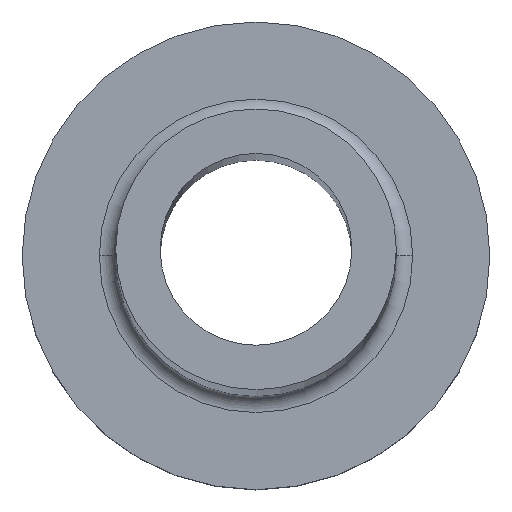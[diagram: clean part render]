
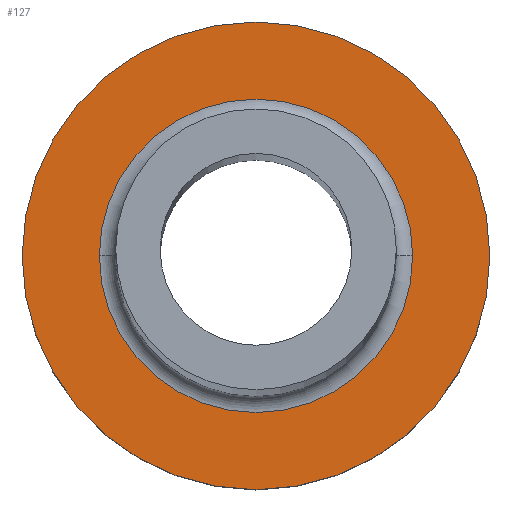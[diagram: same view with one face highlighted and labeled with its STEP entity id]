
A CAD part, top view. The second image highlights one B-rep face of the part: STEP entity #127.
In plain terms, the highlighted planar face has unit normal (0, 0, 1).
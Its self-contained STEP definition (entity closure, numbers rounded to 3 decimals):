
#13 = DIRECTION ( 'NONE',  ( 1., 0., 0. ) ) ;
#26 = CARTESIAN_POINT ( 'NONE',  ( 6.7, 0., 7. ) ) ;
#43 = DIRECTION ( 'NONE',  ( 0., 0., -1. ) ) ;
#47 = CARTESIAN_POINT ( 'NONE',  ( 10., 0., 7. ) ) ;
#61 = AXIS2_PLACEMENT_3D ( 'NONE', #159, #66, #241 ) ;
#63 = CARTESIAN_POINT ( 'NONE',  ( -10., 0., 7. ) ) ;
#66 = DIRECTION ( 'NONE',  ( 0., 0., 1. ) ) ;
#73 = DIRECTION ( 'NONE',  ( 0., 0., 1. ) ) ;
#74 = EDGE_LOOP ( 'NONE', ( #212, #249 ) ) ;
#76 = CIRCLE ( 'NONE', #145, 6.7 ) ;
#91 = DIRECTION ( 'NONE',  ( 0., 0., 1. ) ) ;
#102 = AXIS2_PLACEMENT_3D ( 'NONE', #328, #91, #354 ) ;
#104 = VERTEX_POINT ( 'NONE', #26 ) ;
#108 = CARTESIAN_POINT ( 'NONE',  ( 0., 0., 7. ) ) ;
#122 = EDGE_CURVE ( 'NONE', #294, #186, #319, .T. ) ;
#127 = ADVANCED_FACE ( 'NONE', ( #320, #324 ), #357, .T. ) ;
#138 = CARTESIAN_POINT ( 'NONE',  ( 0., 0., 7. ) ) ;
#145 = AXIS2_PLACEMENT_3D ( 'NONE', #248, #228, #195 ) ;
#159 = CARTESIAN_POINT ( 'NONE',  ( 0., 0., 7. ) ) ;
#166 = CIRCLE ( 'NONE', #254, 6.7 ) ;
#183 = EDGE_LOOP ( 'NONE', ( #369, #194 ) ) ;
#186 = VERTEX_POINT ( 'NONE', #63 ) ;
#194 = ORIENTED_EDGE ( 'NONE', *, *, #122, .T. ) ;
#195 = DIRECTION ( 'NONE',  ( 1., 0., 0. ) ) ;
#201 = CIRCLE ( 'NONE', #263, 10. ) ;
#212 = ORIENTED_EDGE ( 'NONE', *, *, #290, .T. ) ;
#225 = VERTEX_POINT ( 'NONE', #322 ) ;
#228 = DIRECTION ( 'NONE',  ( 0., 0., -1. ) ) ;
#241 = DIRECTION ( 'NONE',  ( 1., 0., 0. ) ) ;
#248 = CARTESIAN_POINT ( 'NONE',  ( 0., 0., 7. ) ) ;
#249 = ORIENTED_EDGE ( 'NONE', *, *, #298, .T. ) ;
#254 = AXIS2_PLACEMENT_3D ( 'NONE', #138, #43, #272 ) ;
#263 = AXIS2_PLACEMENT_3D ( 'NONE', #108, #73, #13 ) ;
#272 = DIRECTION ( 'NONE',  ( 1., 0., 0. ) ) ;
#290 = EDGE_CURVE ( 'NONE', #104, #225, #166, .T. ) ;
#294 = VERTEX_POINT ( 'NONE', #47 ) ;
#298 = EDGE_CURVE ( 'NONE', #225, #104, #76, .T. ) ;
#319 = CIRCLE ( 'NONE', #61, 10. ) ;
#320 = FACE_BOUND ( 'NONE', #74, .T. ) ;
#322 = CARTESIAN_POINT ( 'NONE',  ( -6.7, 0., 7. ) ) ;
#324 = FACE_OUTER_BOUND ( 'NONE', #183, .T. ) ;
#328 = CARTESIAN_POINT ( 'NONE',  ( 0., 0., 7. ) ) ;
#354 = DIRECTION ( 'NONE',  ( 1., 0., 0. ) ) ;
#357 = PLANE ( 'NONE',  #102 ) ;
#369 = ORIENTED_EDGE ( 'NONE', *, *, #377, .T. ) ;
#377 = EDGE_CURVE ( 'NONE', #186, #294, #201, .T. ) ;
